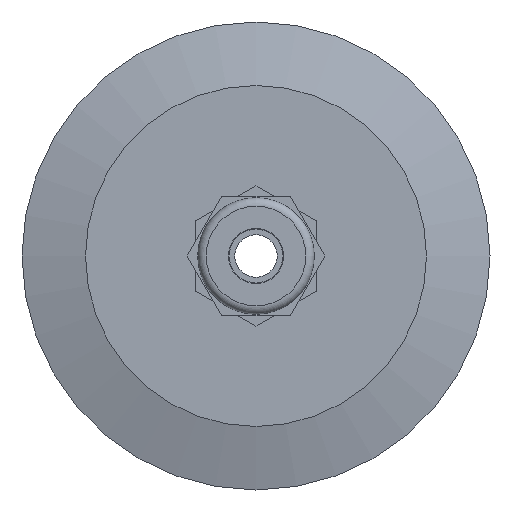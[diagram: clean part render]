
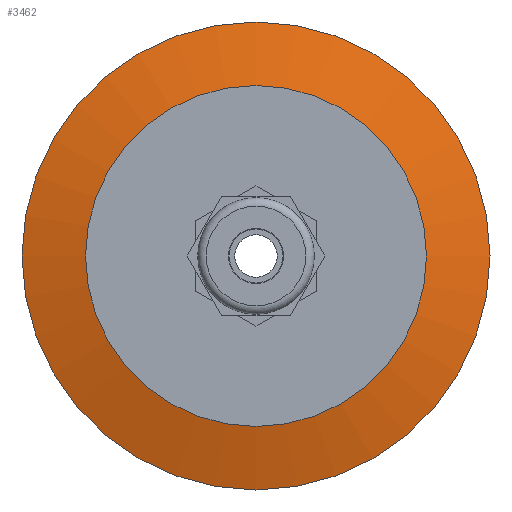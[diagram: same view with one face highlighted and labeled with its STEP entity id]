
A CAD part, left-side view. The second image highlights one B-rep face of the part: STEP entity #3462.
In plain terms, the highlighted conical face has half-angle 75 degrees and reference radius 27.5 mm.
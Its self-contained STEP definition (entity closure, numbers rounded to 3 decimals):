
#49 = VERTEX_POINT ( 'NONE', #441 ) ;
#213 = VERTEX_POINT ( 'NONE', #6382 ) ;
#339 = EDGE_CURVE ( 'NONE', #213, #213, #5245, .T. ) ;
#441 = CARTESIAN_POINT ( 'NONE',  ( -27.5, 0., 3. ) ) ;
#523 = FACE_BOUND ( 'NONE', #1397, .T. ) ;
#787 = DIRECTION ( 'NONE',  ( 0., 0., -1. ) ) ;
#1397 = EDGE_LOOP ( 'NONE', ( #4147 ) ) ;
#1908 = DIRECTION ( 'NONE',  ( -1., 0., 0. ) ) ;
#2166 = DIRECTION ( 'NONE',  ( 0., 0., -1. ) ) ;
#2193 = DIRECTION ( 'NONE',  ( -1., 0., 0. ) ) ;
#3207 = DIRECTION ( 'NONE',  ( 0., 0., -1. ) ) ;
#3462 = ADVANCED_FACE ( 'NONE', ( #523, #4691 ), #4610, .T. ) ;
#3705 = CIRCLE ( 'NONE', #6653, 27.5 ) ;
#4147 = ORIENTED_EDGE ( 'NONE', *, *, #339, .T. ) ;
#4306 = CARTESIAN_POINT ( 'NONE',  ( 0., 0., 5. ) ) ;
#4338 = ORIENTED_EDGE ( 'NONE', *, *, #5415, .F. ) ;
#4581 = EDGE_LOOP ( 'NONE', ( #4338 ) ) ;
#4610 = CONICAL_SURFACE ( 'NONE', #6062, 27.5, 1.309 ) ;
#4691 = FACE_OUTER_BOUND ( 'NONE', #4581, .T. ) ;
#4855 = DIRECTION ( 'NONE',  ( -1., 0., 0. ) ) ;
#5245 = CIRCLE ( 'NONE', #6861, 20.036 ) ;
#5303 = CARTESIAN_POINT ( 'NONE',  ( 0., 0., 3. ) ) ;
#5415 = EDGE_CURVE ( 'NONE', #49, #49, #3705, .T. ) ;
#6062 = AXIS2_PLACEMENT_3D ( 'NONE', #5303, #3207, #4855 ) ;
#6296 = CARTESIAN_POINT ( 'NONE',  ( 0., 0., 3. ) ) ;
#6382 = CARTESIAN_POINT ( 'NONE',  ( -20.036, 0., 5. ) ) ;
#6653 = AXIS2_PLACEMENT_3D ( 'NONE', #6296, #787, #1908 ) ;
#6861 = AXIS2_PLACEMENT_3D ( 'NONE', #4306, #2166, #2193 ) ;
